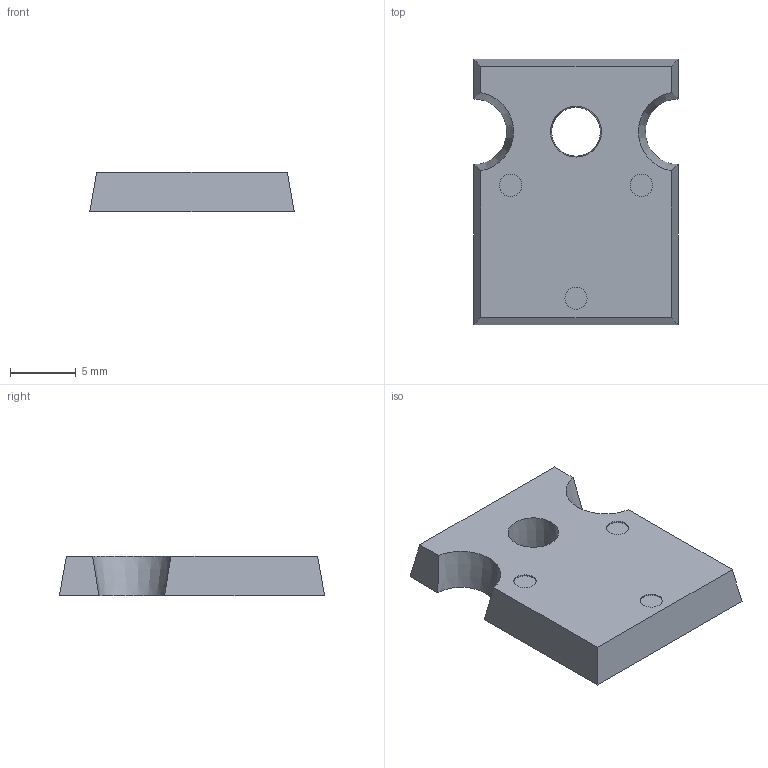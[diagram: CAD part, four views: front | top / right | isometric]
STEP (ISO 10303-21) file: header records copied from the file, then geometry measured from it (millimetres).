
FILE_DESCRIPTION(/* description */ (''),/* implementation_level */ '2;1');
FILE_NAME(/* name */ 'PG-TO247-3-901_UPPER_MOLD_ipt_70e6fdf3.STEP',/* time_stamp */ '2021-11-25T09:42:55-03:00',/* author */ ('jg_ma'),/* organization */ (''),/* preprocessor_version */ 'ST-DEVELOPER v18.1',/* originating_system */ 'Autodesk Inventor 2020',/* authorisation */ '');
FILE_SCHEMA (('AUTOMOTIVE_DESIGN { 1 0 10303 214 3 1 1 }'));
Length unit declared in the file: millimetre
Products named in the file (1): PG-TO247-3-901_UPPER_MOLD
Bounding box: 15.58 x 20.2 x 2.98 mm (x, y, z)
Volume: 787.1 mm3; surface area: 792.1 mm2
Topology: 1 solids, 1 shells, 17 faces, 36 edges, 24 vertices
Faces by surface type: plane 11, cylinder 3, cone 3
Full cylindrical faces by diameter (mm): 1.7 x3
Entity records: 516 total; most frequent: CARTESIAN_POINT 86, DIRECTION 80, ORIENTED_EDGE 72, EDGE_CURVE 36, AXIS2_PLACEMENT_3D 30, VERTEX_POINT 24, EDGE_LOOP 22, LINE 20
